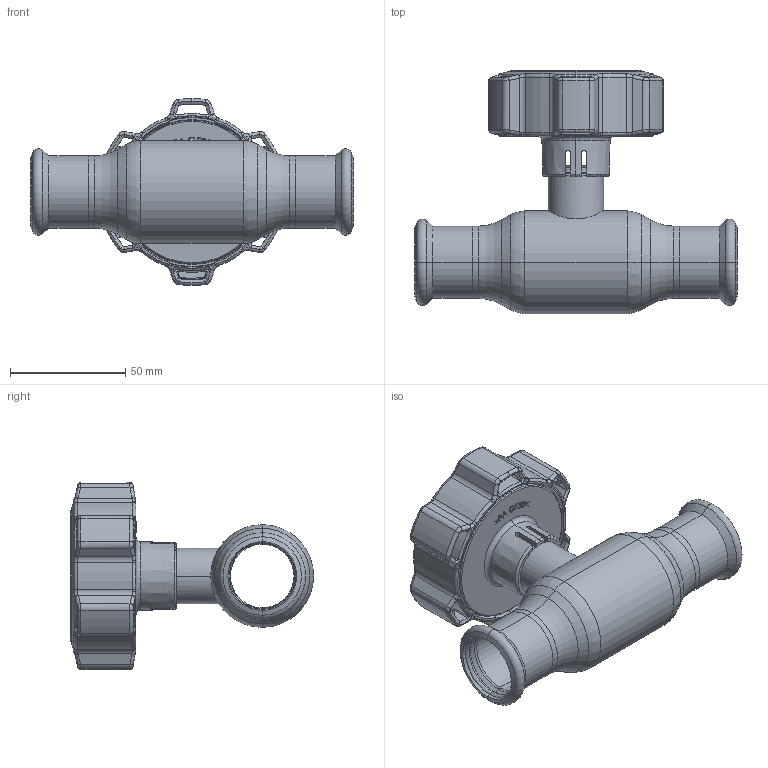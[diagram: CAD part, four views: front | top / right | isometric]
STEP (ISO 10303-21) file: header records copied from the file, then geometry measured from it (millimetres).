
FILE_DESCRIPTION (( 'STEP AP214' ), '1' );
FILE_NAME ('2025000100-0200.step', '2024-01-11T10:56:57', ( '' ), ( '' ), 'SwSTEP 2.0', 'SolidWorks 2021', '' );
FILE_SCHEMA (( 'AUTOMOTIVE_DESIGN' ));
Length unit declared in the file: millimetre
Products named in the file (1): 2025000100-0200
Bounding box: 139.6 x 105.35 x 81 mm (x, y, z)
Surface area: 51186.7 mm2 (no closed solid volume)
Topology: 0 solids, 10 shells, 576 faces, 1938 edges, 1328 vertices
Faces by surface type: bspline 193, cylinder 143, plane 100, cone 81, torus 59
Entity records: 38627 total; most frequent: CARTESIAN_POINT 17907, ORIENTED_EDGE 3212, DIRECTION 2310, EDGE_CURVE 1938, VERTEX_POINT 1328, AXIS2_PLACEMENT_3D 921, B_SPLINE_CURVE_WITH_KNOTS 895, EDGE_LOOP 611
